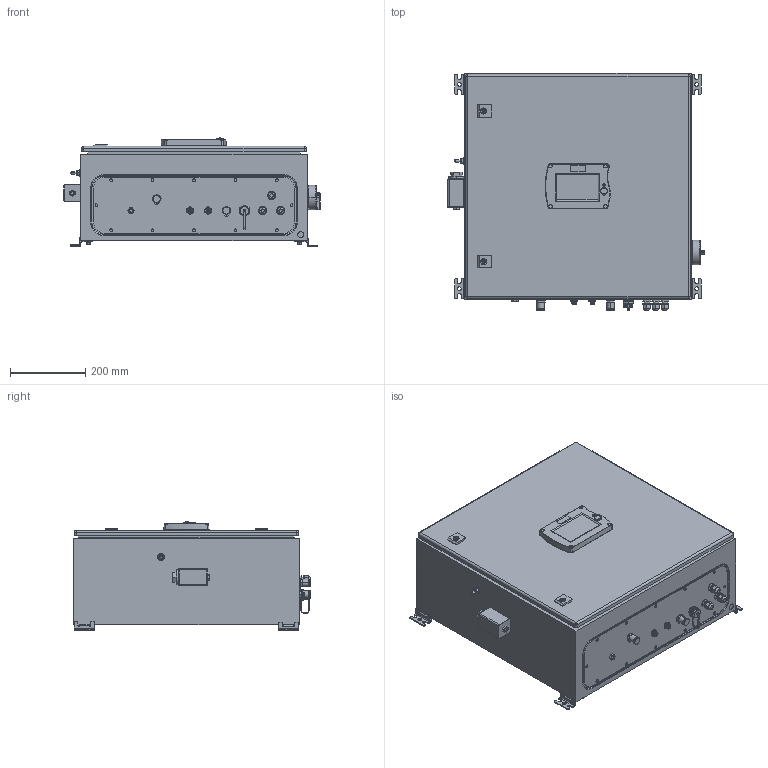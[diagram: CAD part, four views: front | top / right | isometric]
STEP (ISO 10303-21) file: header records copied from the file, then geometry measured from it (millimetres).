
FILE_DESCRIPTION((''),'2;1');
FILE_NAME('S601_1_1','2024-09-06T14:31:24',('jj'),(''),'CREO PARAMETRIC BY PTC INC, 2018100','CREO PARAMETRIC BY PTC INC, 2018100','');
FILE_SCHEMA(('CONFIG_CONTROL_DESIGN','SHAPE_APPEARANCE_LAYERS_GROUPS'));
Length unit declared in the file: millimetre
Products named in the file (1): S601_1_1
Bounding box: 679.5 x 629.5 x 289.14 mm (x, y, z)
Volume: 90661051 mm3; surface area: 1460959.9 mm2
Topology: 2 solids, 16 shells, 1471 faces, 3826 edges, 2459 vertices
Faces by surface type: plane 631, cylinder 544, cone 167, torus 60, bspline 56, sphere 13
Entity records: 51675 total; most frequent: CARTESIAN_POINT 14255, ORIENTED_EDGE 7622, DIRECTION 7517, EDGE_CURVE 3811, AXIS2_PLACEMENT_3D 2883, VERTEX_POINT 2459, VECTOR 1751, LINE 1751
